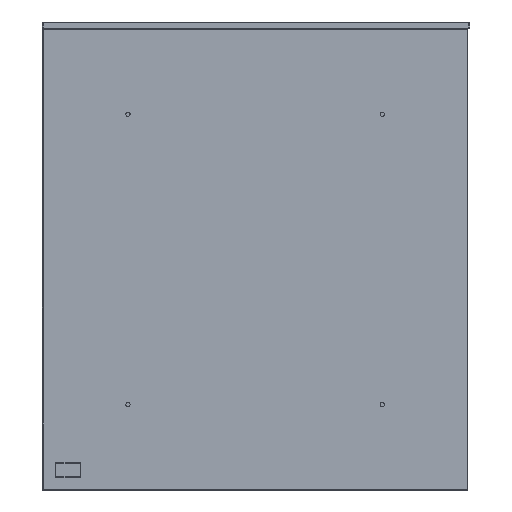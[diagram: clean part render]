
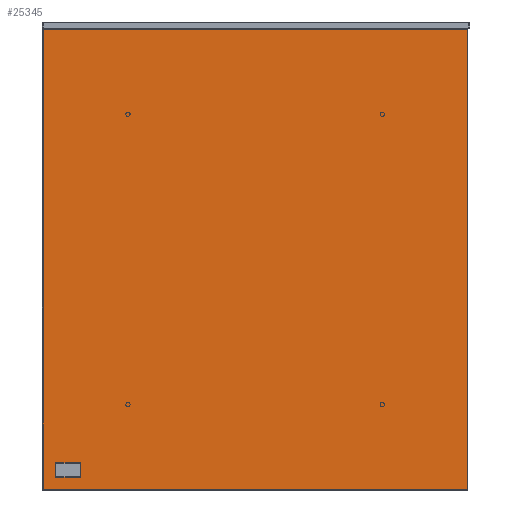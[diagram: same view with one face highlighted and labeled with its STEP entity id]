
A CAD part, left-side view. The second image highlights one B-rep face of the part: STEP entity #25345.
In plain terms, the highlighted planar face has unit normal (-1, 0, 0).
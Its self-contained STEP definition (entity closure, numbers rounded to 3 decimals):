
#25083=CARTESIAN_POINT('',(-4850.693,10231.25,-596.869));
#25084=VERTEX_POINT('',#25083);
#25085=CARTESIAN_POINT('',(-4850.693,10231.25,-59.131));
#25086=VERTEX_POINT('',#25085);
#25087=CARTESIAN_POINT('',(-4850.693,10231.25,-596.869));
#25088=DIRECTION('',(0.0,0.0,1.0));
#25089=VECTOR('',#25088,537.737);
#25090=LINE('',#25087,#25089);
#25091=EDGE_CURVE('',#25084,#25086,#25090,.T.);
#25114=CARTESIAN_POINT('',(-4850.693,10230.919,-58.8));
#25115=VERTEX_POINT('',#25114);
#25116=CARTESIAN_POINT('',(-4850.693,10231.25,-59.131));
#25117=DIRECTION('',(0.0,-0.707,0.707));
#25118=VECTOR('',#25117,0.469);
#25119=LINE('',#25116,#25118);
#25120=EDGE_CURVE('',#25086,#25115,#25119,.T.);
#25138=CARTESIAN_POINT('',(-4850.693,9735.181,-58.8));
#25139=VERTEX_POINT('',#25138);
#25140=CARTESIAN_POINT('',(-4850.693,10230.919,-58.8));
#25141=DIRECTION('',(0.0,-1.0,0.0));
#25142=VECTOR('',#25141,495.737);
#25143=LINE('',#25140,#25142);
#25144=EDGE_CURVE('',#25115,#25139,#25143,.T.);
#25171=CARTESIAN_POINT('',(-4850.693,9734.85,-59.131));
#25172=VERTEX_POINT('',#25171);
#25173=CARTESIAN_POINT('',(-4850.693,9735.181,-58.8));
#25174=DIRECTION('',(0.0,-0.707,-0.707));
#25175=VECTOR('',#25174,0.469);
#25176=LINE('',#25173,#25175);
#25177=EDGE_CURVE('',#25139,#25172,#25176,.T.);
#25202=CARTESIAN_POINT('',(-4850.693,9734.85,-596.869));
#25203=VERTEX_POINT('',#25202);
#25204=CARTESIAN_POINT('',(-4850.693,9734.85,-59.131));
#25205=DIRECTION('',(0.0,0.0,-1.0));
#25206=VECTOR('',#25205,537.737);
#25207=LINE('',#25204,#25206);
#25208=EDGE_CURVE('',#25172,#25203,#25207,.T.);
#25233=CARTESIAN_POINT('',(-4850.693,9735.181,-597.2));
#25234=VERTEX_POINT('',#25233);
#25235=CARTESIAN_POINT('',(-4850.693,9734.85,-596.869));
#25236=DIRECTION('',(0.0,0.707,-0.707));
#25237=VECTOR('',#25236,0.469);
#25238=LINE('',#25235,#25237);
#25239=EDGE_CURVE('',#25203,#25234,#25238,.T.);
#25262=CARTESIAN_POINT('',(-4850.693,10230.919,-597.2));
#25263=VERTEX_POINT('',#25262);
#25264=CARTESIAN_POINT('',(-4850.693,9735.181,-597.2));
#25265=DIRECTION('',(0.0,1.0,0.0));
#25266=VECTOR('',#25265,495.737);
#25267=LINE('',#25264,#25266);
#25268=EDGE_CURVE('',#25234,#25263,#25267,.T.);
#25286=CARTESIAN_POINT('',(-4850.693,10230.919,-597.2));
#25287=DIRECTION('',(0.0,0.707,0.707));
#25288=VECTOR('',#25287,0.469);
#25289=LINE('',#25286,#25288);
#25290=EDGE_CURVE('',#25263,#25084,#25289,.T.);
#25330=CARTESIAN_POINT('',(-4850.693,9983.05,-597.201));
#25331=DIRECTION('',(-1.0,0.0,0.0));
#25332=DIRECTION('',(0.0,0.0,1.0));
#25333=AXIS2_PLACEMENT_3D('',#25330,#25331,#25332);
#25334=PLANE('',#25333);
#25335=ORIENTED_EDGE('',*,*,#25091,.F.);
#25336=ORIENTED_EDGE('',*,*,#25290,.F.);
#25337=ORIENTED_EDGE('',*,*,#25268,.F.);
#25338=ORIENTED_EDGE('',*,*,#25239,.F.);
#25339=ORIENTED_EDGE('',*,*,#25208,.F.);
#25340=ORIENTED_EDGE('',*,*,#25177,.F.);
#25341=ORIENTED_EDGE('',*,*,#25144,.F.);
#25342=ORIENTED_EDGE('',*,*,#25120,.F.);
#25343=EDGE_LOOP('',(#25335,#25336,#25337,#25338,#25339,#25340,#25341,#25342));
#25344=FACE_OUTER_BOUND('',#25343,.T.);
#25345=ADVANCED_FACE('',(#25344),#25334,.T.);
